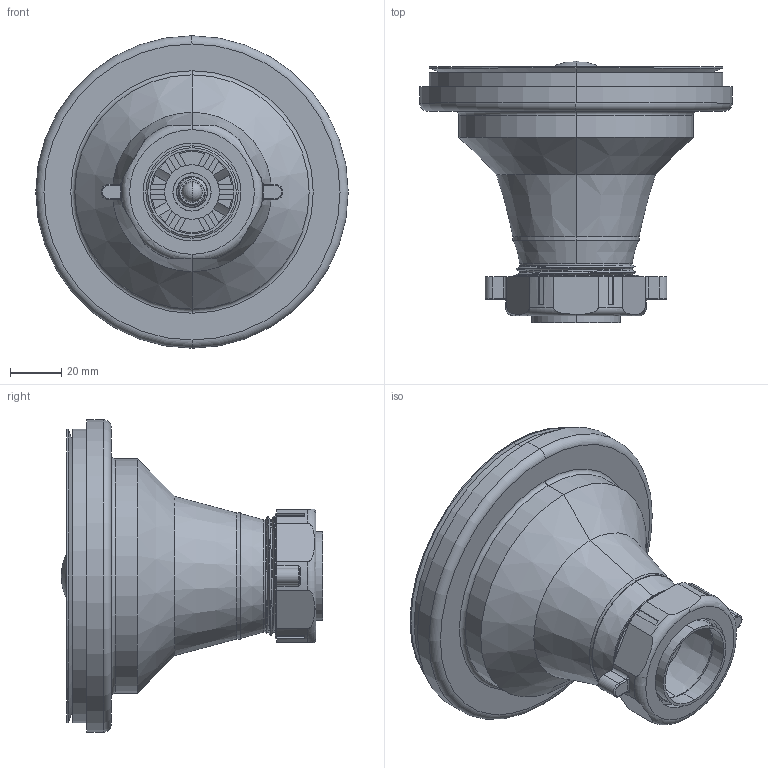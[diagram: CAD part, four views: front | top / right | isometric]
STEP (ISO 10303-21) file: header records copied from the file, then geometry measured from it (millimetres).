
FILE_DESCRIPTION((''),'2;1');
FILE_NAME('123_SW0001','2010-12-13T',('project'),(''),'PRO/ENGINEER BY PARAMETRIC TECHNOLOGY CORPORATION, 2009300','PRO/ENGINEER BY PARAMETRIC TECHNOLOGY CORPORATION, 2009300','');
FILE_SCHEMA(('CONFIG_CONTROL_DESIGN'));
Length unit declared in the file: inch
Products named in the file (1): 123_SW0001
Bounding box: 121.67 x 101.8 x 121.67 mm (x, y, z)
Surface area: 118680.7 mm2 (no closed solid volume)
Topology: 0 solids, 14 shells, 564 faces, 1594 edges, 1001 vertices
Faces by surface type: cylinder 234, plane 159, torus 80, cone 50, bspline 35, sphere 6
Entity records: 27389 total; most frequent: CARTESIAN_POINT 12978, ORIENTED_EDGE 3095, DIRECTION 2996, EDGE_CURVE 1586, AXIS2_PLACEMENT_3D 1212, VERTEX_POINT 1001, CIRCLE 683, EDGE_LOOP 596
